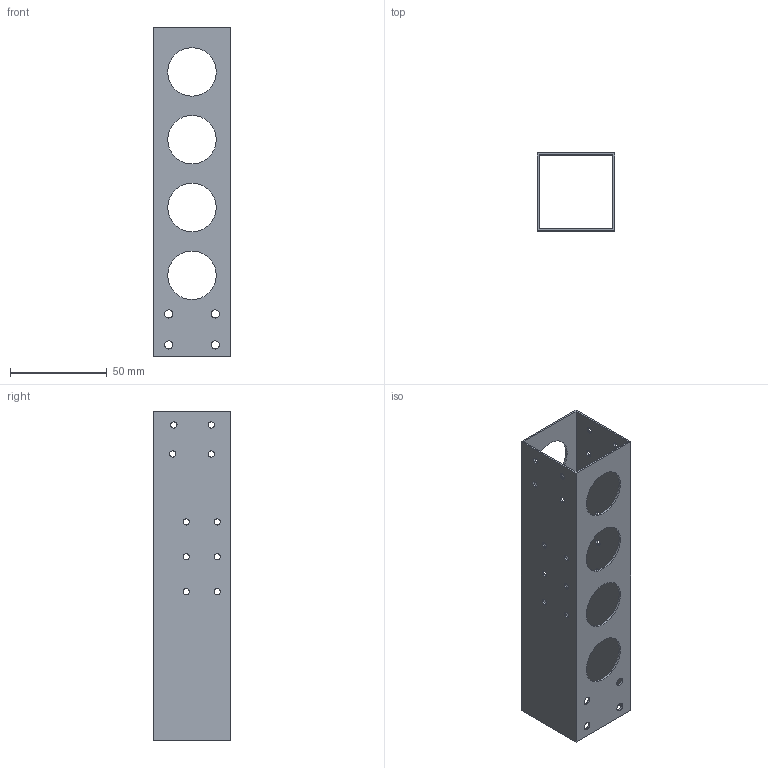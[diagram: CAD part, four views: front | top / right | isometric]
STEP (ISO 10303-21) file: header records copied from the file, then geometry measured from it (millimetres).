
FILE_DESCRIPTION (( 'STEP AP214' ), '1' );
FILE_NAME ('下部分竖铝管4040.STEP', '2025-04-16T11:20:28', ( '' ), ( '' ), 'SwSTEP 2.0', 'SolidWorks 2022', '' );
FILE_SCHEMA (( 'AUTOMOTIVE_DESIGN' ));
Length unit declared in the file: millimetre
Products named in the file (1): 狟窒煦旳臏奪4040
Bounding box: 40 x 40 x 170 mm (x, y, z)
Volume: 22321.3 mm3; surface area: 45889.6 mm2
Topology: 1 solids, 1 shells, 82 faces, 240 edges, 160 vertices
Faces by surface type: cylinder 72, plane 10
Entity records: 2990 total; most frequent: DIRECTION 550, CARTESIAN_POINT 483, ORIENTED_EDGE 480, EDGE_CURVE 240, AXIS2_PLACEMENT_3D 227, VERTEX_POINT 160, EDGE_LOOP 156, CIRCLE 144
